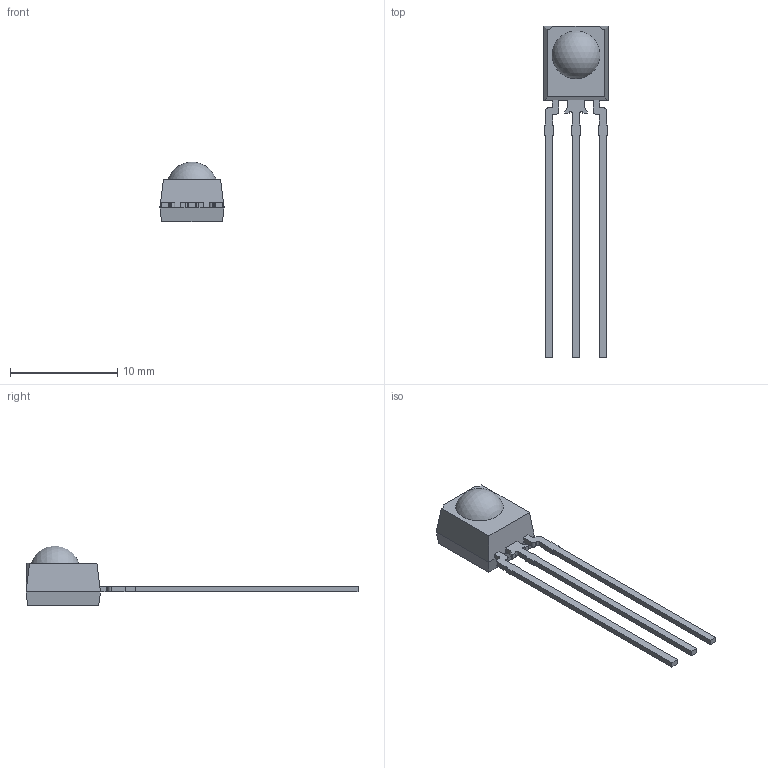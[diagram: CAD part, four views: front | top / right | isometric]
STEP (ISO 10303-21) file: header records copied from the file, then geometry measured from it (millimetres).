
FILE_DESCRIPTION (( 'STEP AP214' ), '1' );
FILE_NAME ('TSOP1838.STEP', '2023-01-16T05:01:39', ( '' ), ( '' ), 'SwSTEP 2.0', 'SolidWorks 2017', '' );
FILE_SCHEMA (( 'AUTOMOTIVE_DESIGN' ));
Length unit declared in the file: millimetre
Products named in the file (2): TSOP1838; TSOP1838_TSOP1838
Assembly tree (1 placements, depth 2):
  TSOP1838
    TSOP1838_TSOP1838
Bounding box: 6 x 31 x 5.58 mm (x, y, z)
Volume: 195.5 mm3; surface area: 362.9 mm2
Topology: 4 solids, 4 shells, 83 faces, 217 edges, 143 vertices
Faces by surface type: plane 72, cylinder 10, sphere 1
Entity records: 2610 total; most frequent: CARTESIAN_POINT 462, ORIENTED_EDGE 434, DIRECTION 407, EDGE_CURVE 217, VECTOR 191, LINE 191, VERTEX_POINT 143, AXIS2_PLACEMENT_3D 108
